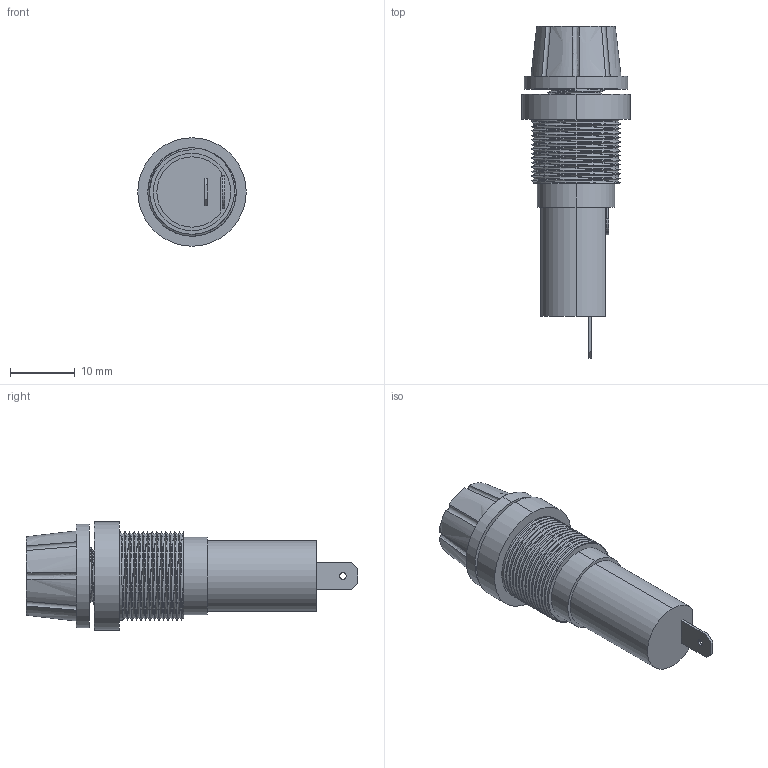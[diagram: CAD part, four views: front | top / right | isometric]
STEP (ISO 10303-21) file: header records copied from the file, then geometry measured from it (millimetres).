
FILE_DESCRIPTION (( 'STEP AP214' ), '1' );
FILE_NAME ('User Library-fuse-3.STEP', '2021-01-01T15:08:34', ( '' ), ( '' ), 'SwSTEP 2.0', 'SolidWorks 2020', '' );
FILE_SCHEMA (( 'AUTOMOTIVE_DESIGN' ));
Length unit declared in the file: millimetre
Products named in the file (3): fuse1; fuse2; User Library-fuse-3
Assembly tree (2 placements, depth 2):
  User Library-fuse-3
    fuse2
    fuse1
Bounding box: 16.8 x 51.39 x 16.8 mm (x, y, z)
Volume: 4250.2 mm3; surface area: 4047.7 mm2
Topology: 4 solids, 4 shells, 270 faces, 758 edges, 511 vertices
Faces by surface type: cylinder 157, plane 57, bspline 56
Entity records: 16773 total; most frequent: CARTESIAN_POINT 7866, ORIENTED_EDGE 1516, DIRECTION 903, EDGE_CURVE 758, VERTEX_POINT 511, AXIS2_PLACEMENT_3D 302, VECTOR 299, LINE 299
